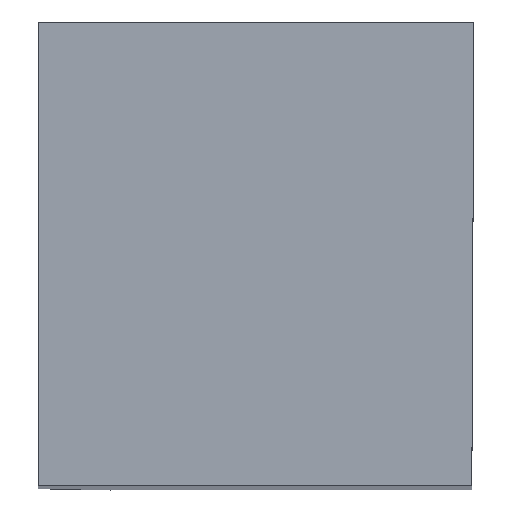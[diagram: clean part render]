
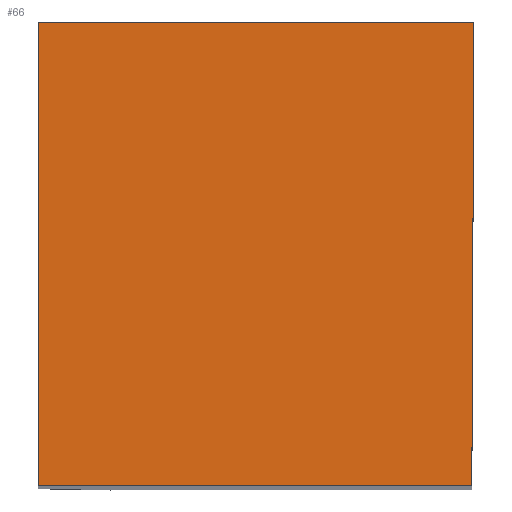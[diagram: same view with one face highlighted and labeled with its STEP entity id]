
A CAD part, top view. The second image highlights one B-rep face of the part: STEP entity #66.
In plain terms, the highlighted planar face has unit normal (0, 0, 1).
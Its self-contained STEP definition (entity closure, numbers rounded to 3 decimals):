
#48=FACE_OUTER_BOUND('',#189,.T.);
#66=ADVANCED_FACE('',(#48),#87,.T.);
#87=PLANE('',#418);
#119=LINE('',#594,#156);
#122=LINE('',#600,#159);
#123=LINE('',#602,#160);
#124=LINE('',#604,#161);
#156=VECTOR('',#480,1.);
#159=VECTOR('',#485,1.);
#160=VECTOR('',#488,1.);
#161=VECTOR('',#489,1.);
#189=EDGE_LOOP('',(#243,#244,#245,#246));
#243=ORIENTED_EDGE('',*,*,#350,.F.);
#244=ORIENTED_EDGE('',*,*,#353,.T.);
#245=ORIENTED_EDGE('',*,*,#354,.T.);
#246=ORIENTED_EDGE('',*,*,#355,.T.);
#314=VERTEX_POINT('',#593);
#315=VERTEX_POINT('',#595);
#316=VERTEX_POINT('',#599);
#317=VERTEX_POINT('',#603);
#350=EDGE_CURVE('',#314,#315,#119,.T.);
#353=EDGE_CURVE('',#314,#316,#122,.T.);
#354=EDGE_CURVE('',#316,#317,#123,.T.);
#355=EDGE_CURVE('',#317,#315,#124,.T.);
#418=AXIS2_PLACEMENT_3D('',#605,#490,#491);
#480=DIRECTION('',(-1.,0.,0.));
#485=DIRECTION('',(0.004,1.,0.));
#488=DIRECTION('',(-1.,0.,0.));
#489=DIRECTION('',(0.,-1.,0.));
#490=DIRECTION('',(0.,0.,1.));
#491=DIRECTION('',(1.,0.,0.));
#593=CARTESIAN_POINT('',(-0.218,0.,0.));
#594=CARTESIAN_POINT('',(-18.65,0.,0.));
#595=CARTESIAN_POINT('',(-46.85,0.,0.));
#599=CARTESIAN_POINT('',(0.,49.85,0.));
#600=CARTESIAN_POINT('',(-0.109,24.844,0.));
#602=CARTESIAN_POINT('',(-18.65,49.85,0.));
#603=CARTESIAN_POINT('',(-46.85,49.85,0.));
#604=CARTESIAN_POINT('',(-46.85,-5.,0.));
#605=CARTESIAN_POINT('',(-18.65,24.925,0.));
